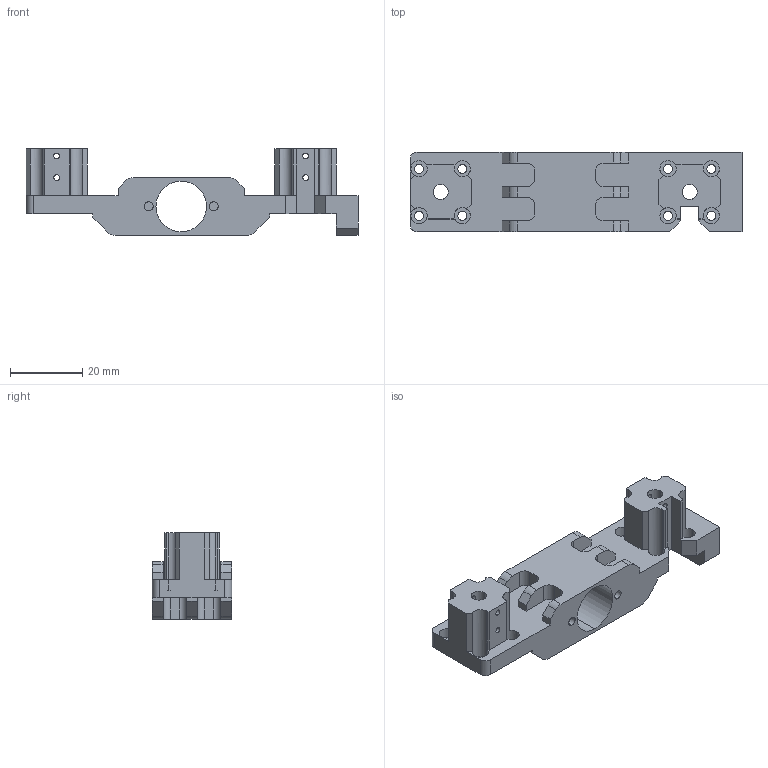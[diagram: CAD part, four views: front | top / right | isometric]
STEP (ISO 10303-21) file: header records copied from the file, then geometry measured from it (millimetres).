
FILE_DESCRIPTION (( 'STEP AP203' ), '1' );
FILE_NAME ('Z_Support.STEP', '2023-04-26T11:27:56', ( '' ), ( '' ), 'SwSTEP 2.0', 'SolidWorks 2018', '' );
FILE_SCHEMA (( 'CONFIG_CONTROL_DESIGN' ));
Length unit declared in the file: millimetre
Products named in the file (1): Z_Support
Bounding box: 92 x 22 x 24 mm (x, y, z)
Volume: 17367.8 mm3; surface area: 11155.1 mm2
Topology: 1 solids, 1 shells, 201 faces, 596 edges, 396 vertices
Faces by surface type: plane 107, cylinder 94
Entity records: 7177 total; most frequent: CARTESIAN_POINT 1466, ORIENTED_EDGE 1192, DIRECTION 1178, EDGE_CURVE 596, AXIS2_PLACEMENT_3D 396, VERTEX_POINT 396, LINE 386, VECTOR 386
